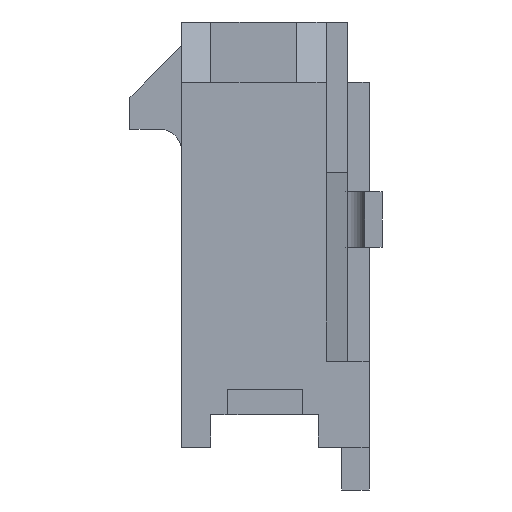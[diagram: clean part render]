
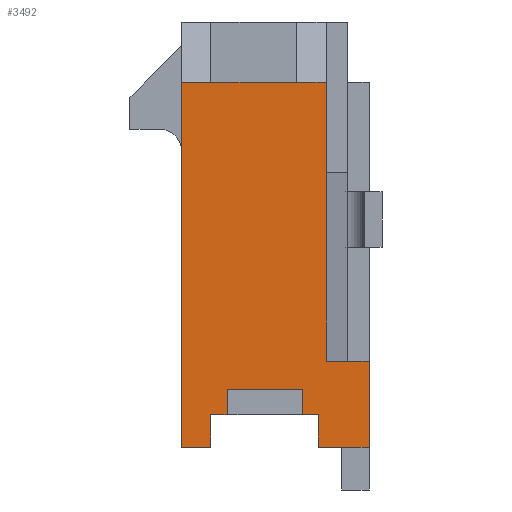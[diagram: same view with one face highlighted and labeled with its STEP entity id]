
A CAD part, left-side view. The second image highlights one B-rep face of the part: STEP entity #3492.
In plain terms, the highlighted planar face has unit normal (-1, 0, 0).
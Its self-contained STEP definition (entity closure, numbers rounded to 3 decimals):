
#1=DIRECTION('',(0.,0.,-1.));
#2=VECTOR('',#1,2.1);
#3=CARTESIAN_POINT('',(-10.82,-1.435,3.55));
#4=LINE('',#3,#2);
#5=DIRECTION('',(0.,0.,-1.));
#6=VECTOR('',#5,4.4);
#7=CARTESIAN_POINT('',(-10.82,-1.435,1.45));
#8=LINE('',#7,#6);
#9=DIRECTION('',(0.,0.,-1.));
#10=VECTOR('',#9,2.);
#11=CARTESIAN_POINT('',(-10.82,-2.435,-2.95));
#12=LINE('',#11,#10);
#13=DIRECTION('',(0.,1.,0.));
#14=VECTOR('',#13,1.185);
#15=CARTESIAN_POINT('',(-10.82,-2.435,-4.95));
#16=LINE('',#15,#14);
#17=DIRECTION('',(0.,0.,1.));
#18=VECTOR('',#17,0.75);
#19=CARTESIAN_POINT('',(-10.82,-1.25,-4.95));
#20=LINE('',#19,#18);
#21=DIRECTION('',(0.,1.,0.));
#22=VECTOR('',#21,0.375);
#23=CARTESIAN_POINT('',(-10.82,-1.25,-4.2));
#24=LINE('',#23,#22);
#25=DIRECTION('',(0.,0.,-1.));
#26=VECTOR('',#25,0.6);
#27=CARTESIAN_POINT('',(-10.82,-0.875,-3.6));
#28=LINE('',#27,#26);
#29=DIRECTION('',(0.,-1.,0.));
#30=VECTOR('',#29,1.75);
#31=CARTESIAN_POINT('',(-10.82,0.875,-3.6));
#32=LINE('',#31,#30);
#33=DIRECTION('',(0.,0.,1.));
#34=VECTOR('',#33,0.6);
#35=CARTESIAN_POINT('',(-10.82,0.875,-4.2));
#36=LINE('',#35,#34);
#37=DIRECTION('',(0.,1.,0.));
#38=VECTOR('',#37,0.375);
#39=CARTESIAN_POINT('',(-10.82,0.875,-4.2));
#40=LINE('',#39,#38);
#41=DIRECTION('',(0.,0.,-1.));
#42=VECTOR('',#41,0.75);
#43=CARTESIAN_POINT('',(-10.82,1.25,-4.2));
#44=LINE('',#43,#42);
#45=DIRECTION('',(0.,1.,0.));
#46=VECTOR('',#45,0.685);
#47=CARTESIAN_POINT('',(-10.82,1.25,-4.95));
#48=LINE('',#47,#46);
#49=DIRECTION('',(0.,0.,1.));
#50=VECTOR('',#49,8.5);
#51=CARTESIAN_POINT('',(-10.82,1.935,-4.95));
#52=LINE('',#51,#50);
#53=DIRECTION('',(0.,-1.,0.));
#54=VECTOR('',#53,0.68);
#55=CARTESIAN_POINT('',(-10.82,1.935,3.55));
#56=LINE('',#55,#54);
#57=DIRECTION('',(0.,1.,0.));
#58=VECTOR('',#57,2.);
#59=CARTESIAN_POINT('',(-10.82,-0.745,3.55));
#60=LINE('',#59,#58);
#61=DIRECTION('',(0.,-1.,0.));
#62=VECTOR('',#61,0.69);
#63=CARTESIAN_POINT('',(-10.82,-0.745,3.55));
#64=LINE('',#63,#62);
#285=DIRECTION('',(0.,1.,0.));
#286=VECTOR('',#285,1.);
#287=CARTESIAN_POINT('',(-10.82,-2.435,-2.95));
#288=LINE('',#287,#286);
#2603=CARTESIAN_POINT('',(-10.82,-2.435,-2.95));
#2604=CARTESIAN_POINT('',(-10.82,-2.435,-4.95));
#2605=VERTEX_POINT('',#2603);
#2606=VERTEX_POINT('',#2604);
#2607=CARTESIAN_POINT('',(-10.82,-1.25,-4.95));
#2608=VERTEX_POINT('',#2607);
#2616=CARTESIAN_POINT('',(-10.82,1.935,3.55));
#2618=VERTEX_POINT('',#2616);
#2623=CARTESIAN_POINT('',(-10.82,1.935,-4.95));
#2624=VERTEX_POINT('',#2623);
#2647=CARTESIAN_POINT('',(-10.82,-1.25,-4.2));
#2648=VERTEX_POINT('',#2647);
#2649=CARTESIAN_POINT('',(-10.82,1.25,-4.2));
#2650=CARTESIAN_POINT('',(-10.82,1.25,-4.95));
#2651=VERTEX_POINT('',#2649);
#2652=VERTEX_POINT('',#2650);
#2673=CARTESIAN_POINT('',(-10.82,-1.435,-2.95));
#2674=VERTEX_POINT('',#2673);
#2679=CARTESIAN_POINT('',(-10.82,-0.745,3.55));
#2680=CARTESIAN_POINT('',(-10.82,1.255,3.55));
#2681=VERTEX_POINT('',#2679);
#2682=VERTEX_POINT('',#2680);
#3083=CARTESIAN_POINT('',(-10.82,0.875,-4.2));
#3084=CARTESIAN_POINT('',(-10.82,0.875,-3.6));
#3085=VERTEX_POINT('',#3083);
#3086=VERTEX_POINT('',#3084);
#3087=CARTESIAN_POINT('',(-10.82,-0.875,-3.6));
#3088=VERTEX_POINT('',#3087);
#3089=CARTESIAN_POINT('',(-10.82,-0.875,-4.2));
#3090=VERTEX_POINT('',#3089);
#3141=CARTESIAN_POINT('',(-10.82,-1.435,3.55));
#3142=CARTESIAN_POINT('',(-10.82,-1.435,1.45));
#3143=VERTEX_POINT('',#3141);
#3144=VERTEX_POINT('',#3142);
#3451=CARTESIAN_POINT('',(-10.82,0.,0.));
#3452=DIRECTION('',(1.,0.,0.));
#3453=DIRECTION('',(0.,0.,-1.));
#3454=AXIS2_PLACEMENT_3D('',#3451,#3452,#3453);
#3455=PLANE('',#3454);
#3457=ORIENTED_EDGE('',*,*,#3456,.T.);
#3459=ORIENTED_EDGE('',*,*,#3458,.T.);
#3461=ORIENTED_EDGE('',*,*,#3460,.F.);
#3463=ORIENTED_EDGE('',*,*,#3462,.T.);
#3465=ORIENTED_EDGE('',*,*,#3464,.T.);
#3467=ORIENTED_EDGE('',*,*,#3466,.T.);
#3469=ORIENTED_EDGE('',*,*,#3468,.T.);
#3471=ORIENTED_EDGE('',*,*,#3470,.F.);
#3473=ORIENTED_EDGE('',*,*,#3472,.F.);
#3475=ORIENTED_EDGE('',*,*,#3474,.F.);
#3477=ORIENTED_EDGE('',*,*,#3476,.T.);
#3479=ORIENTED_EDGE('',*,*,#3478,.T.);
#3481=ORIENTED_EDGE('',*,*,#3480,.T.);
#3483=ORIENTED_EDGE('',*,*,#3482,.T.);
#3485=ORIENTED_EDGE('',*,*,#3484,.T.);
#3487=ORIENTED_EDGE('',*,*,#3486,.F.);
#3489=ORIENTED_EDGE('',*,*,#3488,.T.);
#3490=EDGE_LOOP('',(#3457,#3459,#3461,#3463,#3465,#3467,#3469,#3471,#3473,#3475,
#3477,#3479,#3481,#3483,#3485,#3487,#3489));
#3491=FACE_OUTER_BOUND('',#3490,.F.);
#3492=ADVANCED_FACE('',(#3491),#3455,.F.);
#3456=EDGE_CURVE('',#3143,#3144,#4,.T.);
#3458=EDGE_CURVE('',#3144,#2674,#8,.T.);
#3460=EDGE_CURVE('',#2605,#2674,#288,.T.);
#3462=EDGE_CURVE('',#2605,#2606,#12,.T.);
#3464=EDGE_CURVE('',#2606,#2608,#16,.T.);
#3466=EDGE_CURVE('',#2608,#2648,#20,.T.);
#3468=EDGE_CURVE('',#2648,#3090,#24,.T.);
#3470=EDGE_CURVE('',#3088,#3090,#28,.T.);
#3472=EDGE_CURVE('',#3086,#3088,#32,.T.);
#3474=EDGE_CURVE('',#3085,#3086,#36,.T.);
#3476=EDGE_CURVE('',#3085,#2651,#40,.T.);
#3478=EDGE_CURVE('',#2651,#2652,#44,.T.);
#3480=EDGE_CURVE('',#2652,#2624,#48,.T.);
#3482=EDGE_CURVE('',#2624,#2618,#52,.T.);
#3484=EDGE_CURVE('',#2618,#2682,#56,.T.);
#3486=EDGE_CURVE('',#2681,#2682,#60,.T.);
#3488=EDGE_CURVE('',#2681,#3143,#64,.T.);
